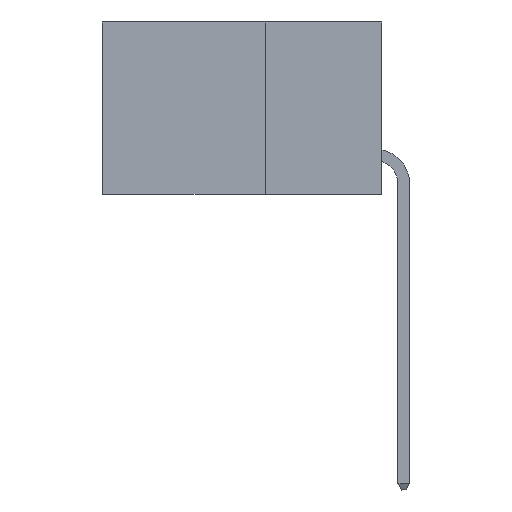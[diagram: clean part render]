
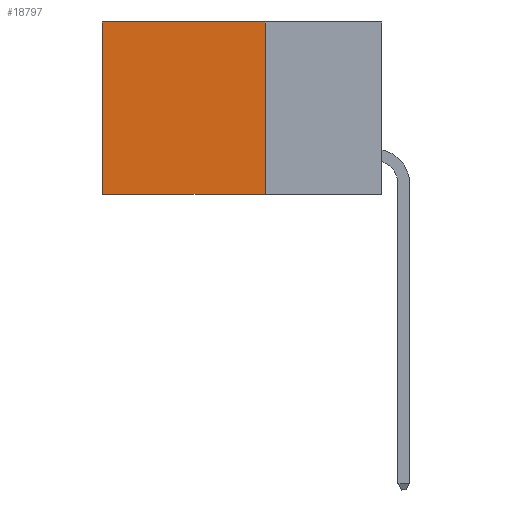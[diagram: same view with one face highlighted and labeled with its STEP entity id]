
A CAD part, left-side view. The second image highlights one B-rep face of the part: STEP entity #18797.
In plain terms, the highlighted planar face has unit normal (-1, 0, 0).
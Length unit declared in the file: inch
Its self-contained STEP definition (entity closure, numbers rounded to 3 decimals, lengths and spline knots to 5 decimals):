
#953 = ORIENTED_EDGE ( 'NONE', *, *, #16657, .F. ) ;
#957 = EDGE_CURVE ( 'NONE', #22844, #24468, #9485, .T. ) ;
#1162 = EDGE_CURVE ( 'NONE', #12298, #16640, #24965, .T. ) ;
#1365 = DIRECTION ( 'NONE',  ( 0., 0., -1. ) ) ;
#1446 = EDGE_CURVE ( 'NONE', #22844, #12298, #7432, .T. ) ;
#4401 = CARTESIAN_POINT ( 'NONE',  ( 0.2875, 0.6, -0.37 ) ) ;
#5133 = EDGE_LOOP ( 'NONE', ( #7876, #953, #5803, #12882 ) ) ;
#5803 = ORIENTED_EDGE ( 'NONE', *, *, #957, .F. ) ;
#5933 = DIRECTION ( 'NONE',  ( 1., 0., 0. ) ) ;
#6363 = VECTOR ( 'NONE', #13432, 39.37008 ) ;
#7432 = LINE ( 'NONE', #13059, #6363 ) ;
#7876 = ORIENTED_EDGE ( 'NONE', *, *, #1162, .T. ) ;
#9485 = LINE ( 'NONE', #15446, #24306 ) ;
#9833 = CARTESIAN_POINT ( 'NONE',  ( 0.2875, 0.25, -0.37 ) ) ;
#10687 = CARTESIAN_POINT ( 'NONE',  ( 0.2875, 0.6, 0. ) ) ;
#11043 = DIRECTION ( 'NONE',  ( 0., 0., -1. ) ) ;
#12298 = VERTEX_POINT ( 'NONE', #10687 ) ;
#12882 = ORIENTED_EDGE ( 'NONE', *, *, #1446, .T. ) ;
#13059 = CARTESIAN_POINT ( 'NONE',  ( 0.2875, 0.25, 0. ) ) ;
#13211 = AXIS2_PLACEMENT_3D ( 'NONE', #18855, #5933, #1365 ) ;
#13432 = DIRECTION ( 'NONE',  ( 0., 1., 0. ) ) ;
#14452 = PLANE ( 'NONE',  #13211 ) ;
#15379 = CARTESIAN_POINT ( 'NONE',  ( 0.2875, 0.25, -0.37 ) ) ;
#15446 = CARTESIAN_POINT ( 'NONE',  ( 0.2875, 0.25, 0. ) ) ;
#16640 = VERTEX_POINT ( 'NONE', #4401 ) ;
#16657 = EDGE_CURVE ( 'NONE', #24468, #16640, #25051, .T. ) ;
#16883 = FACE_OUTER_BOUND ( 'NONE', #5133, .T. ) ;
#18149 = CARTESIAN_POINT ( 'NONE',  ( 0.2875, 0.6, 0. ) ) ;
#18797 = ADVANCED_FACE ( 'NONE', ( #16883 ), #14452, .F. ) ;
#18855 = CARTESIAN_POINT ( 'NONE',  ( 0.2875, 0.25, 0. ) ) ;
#19194 = VECTOR ( 'NONE', #24870, 39.37008 ) ;
#22844 = VERTEX_POINT ( 'NONE', #23651 ) ;
#23651 = CARTESIAN_POINT ( 'NONE',  ( 0.2875, 0.25, 0. ) ) ;
#23874 = DIRECTION ( 'NONE',  ( 0., 1., 0. ) ) ;
#24037 = VECTOR ( 'NONE', #23874, 39.37008 ) ;
#24306 = VECTOR ( 'NONE', #11043, 39.37008 ) ;
#24468 = VERTEX_POINT ( 'NONE', #9833 ) ;
#24870 = DIRECTION ( 'NONE',  ( 0., 0., -1. ) ) ;
#24965 = LINE ( 'NONE', #18149, #19194 ) ;
#25051 = LINE ( 'NONE', #15379, #24037 ) ;
